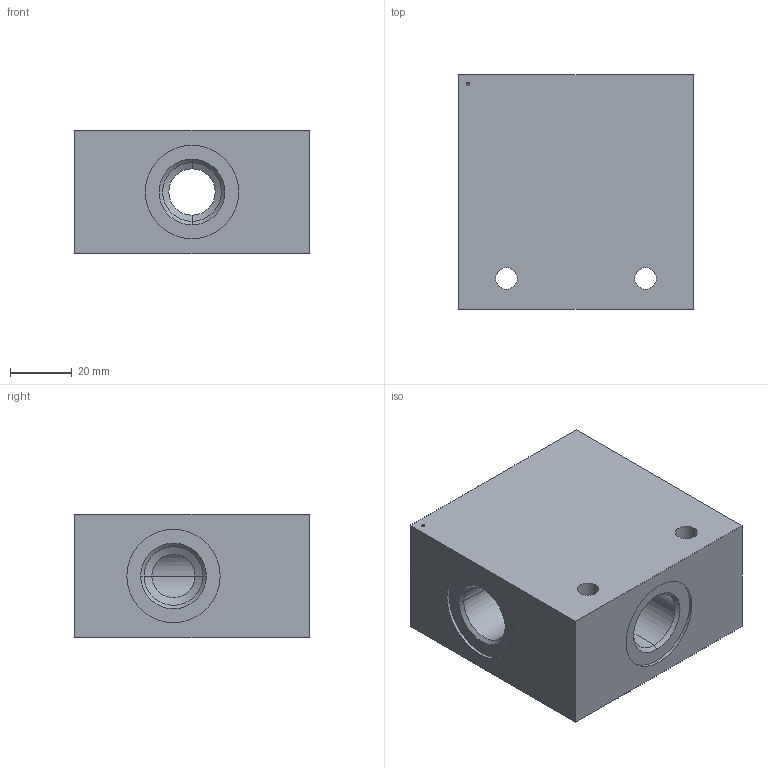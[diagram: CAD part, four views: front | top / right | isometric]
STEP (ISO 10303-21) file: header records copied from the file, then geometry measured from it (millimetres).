
FILE_DESCRIPTION (( 'STEP AP203' ), '1' );
FILE_NAME ('ML-10WC3-G04A-Z01.STEP', '2026-02-25T08:02:22', ( '' ), ( '' ), 'SwSTEP 2.0', 'SolidWorks 2018', '' );
FILE_SCHEMA (( 'CONFIG_CONTROL_DESIGN' ));
Length unit declared in the file: millimetre
Products named in the file (1): ML-10WC3-G04A-Z01
Bounding box: 76 x 76 x 40 mm (x, y, z)
Volume: 195485.6 mm3; surface area: 31271.8 mm2
Topology: 1 solids, 1 shells, 66 faces, 155 edges, 92 vertices
Faces by surface type: cylinder 32, cone 24, plane 10
Entity records: 2100 total; most frequent: CARTESIAN_POINT 464, DIRECTION 351, ORIENTED_EDGE 306, EDGE_CURVE 153, AXIS2_PLACEMENT_3D 141, VERTEX_POINT 92, EDGE_LOOP 79, CIRCLE 74
